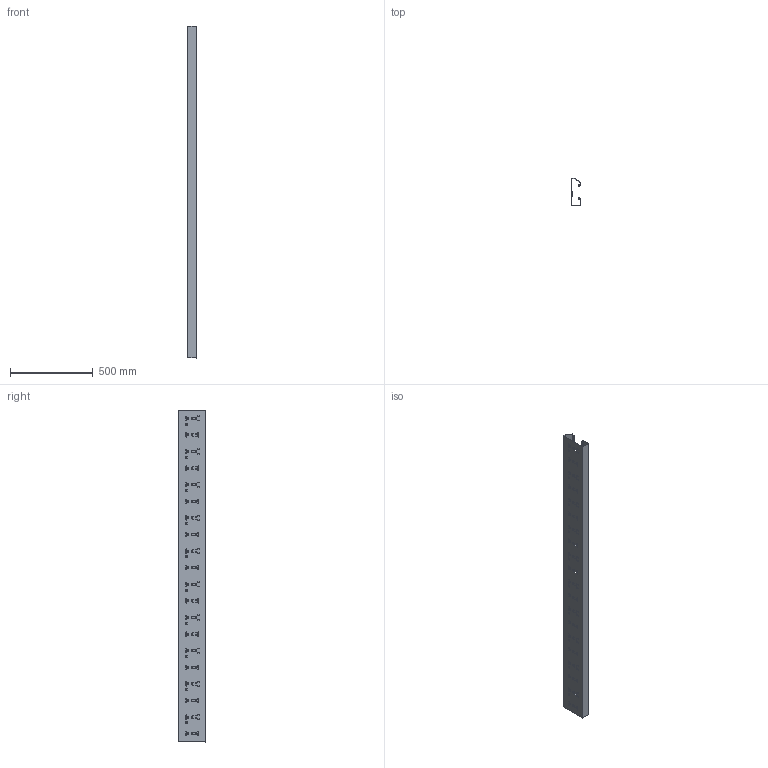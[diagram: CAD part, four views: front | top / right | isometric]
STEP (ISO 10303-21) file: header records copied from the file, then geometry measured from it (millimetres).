
FILE_DESCRIPTION((''),'2;1');
FILE_NAME('640020P01','2023-05-04T10:46:01',('sivasanker.y'),(''),'CREO PARAMETRIC BY PTC INC, 2021284','CREO PARAMETRIC BY PTC INC, 2021284','');
FILE_SCHEMA(('CONFIG_CONTROL_DESIGN'));
Length unit declared in the file: millimetre
Products named in the file (1): 640020P01
Bounding box: 52 x 165.01 x 2000 mm (x, y, z)
Volume: 600029.1 mm3; surface area: 1509098.5 mm2
Topology: 1 solids, 1 shells, 918 faces, 2562 edges, 1646 vertices
Faces by surface type: plane 596, cylinder 322
Entity records: 30124 total; most frequent: CARTESIAN_POINT 5666, ORIENTED_EDGE 5124, DIRECTION 5024, EDGE_CURVE 2562, VECTOR 1900, LINE 1900, VERTEX_POINT 1646, AXIS2_PLACEMENT_3D 1562
